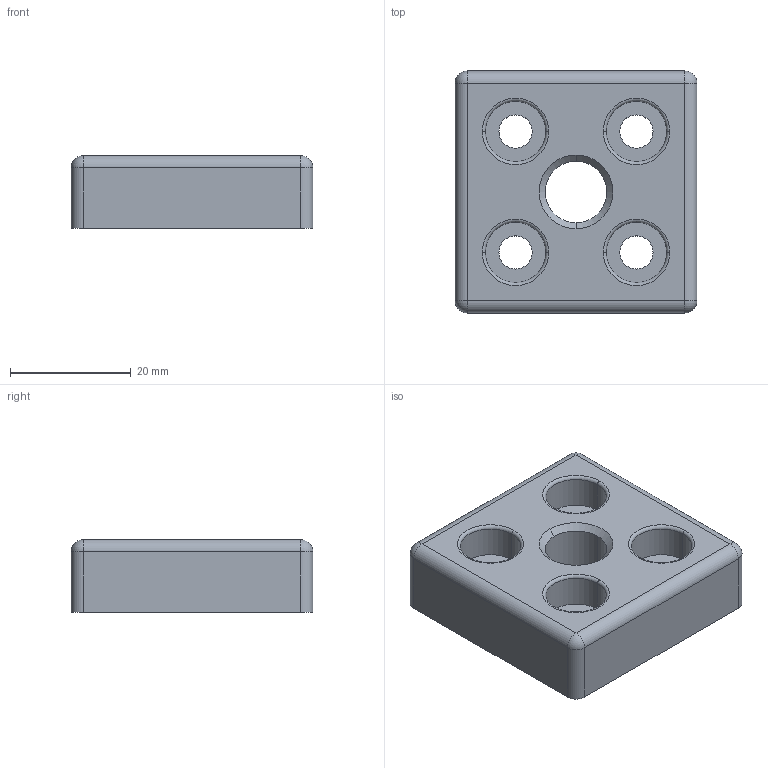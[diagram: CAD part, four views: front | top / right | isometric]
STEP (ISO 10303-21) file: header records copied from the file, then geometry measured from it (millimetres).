
FILE_DESCRIPTION (( 'STEP AP214' ), '1' );
FILE_NAME ('BASE05E1694-Plaque de base 5 40x40 M12.step', '2023-03-24T09:36:03', ( 'Altae' ), ( '' ), 'SwSTEP 2.0', 'SolidWorks 2021', '' );
FILE_SCHEMA (( 'AUTOMOTIVE_DESIGN' ));
Length unit declared in the file: millimetre
Products named in the file (1): BASE05E1694-Plaque de base 5 40x40 M12
Bounding box: 40 x 40 x 12 mm (x, y, z)
Volume: 12046.2 mm3; surface area: 8170.1 mm2
Topology: 1 solids, 1 shells, 153 faces, 376 edges, 217 vertices
Faces by surface type: cylinder 75, torus 34, plane 22, sphere 20, cone 2
Entity records: 4765 total; most frequent: CARTESIAN_POINT 1089, DIRECTION 867, ORIENTED_EDGE 708, AXIS2_PLACEMENT_3D 383, EDGE_CURVE 354, CIRCLE 229, VERTEX_POINT 215, EDGE_LOOP 175
